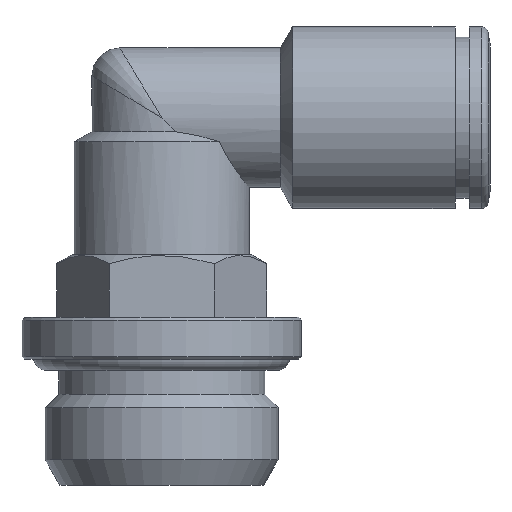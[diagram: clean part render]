
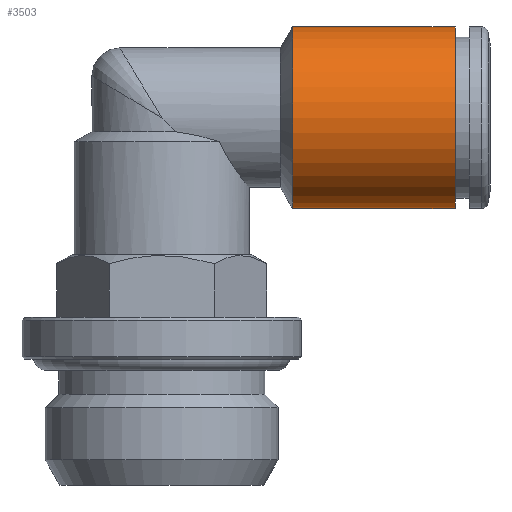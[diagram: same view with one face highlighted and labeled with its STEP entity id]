
A CAD part, front view. The second image highlights one B-rep face of the part: STEP entity #3503.
In plain terms, the highlighted cylindrical face has radius 6.5 mm (diameter 13 mm), a full revolution.
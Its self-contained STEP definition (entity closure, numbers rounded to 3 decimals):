
#1144=ORIENTED_EDGE('',*,*,#1388,.F.);
#1145=ORIENTED_EDGE('',*,*,#1387,.T.);
#1231=CIRCLE('',#3396,6.5);
#1232=CIRCLE('',#3398,6.5);
#1304=VERTEX_POINT('',#2772);
#1305=VERTEX_POINT('',#2775);
#1387=EDGE_CURVE('',#1304,#1304,#1231,.T.);
#1388=EDGE_CURVE('',#1305,#1305,#1232,.T.);
#1507=EDGE_LOOP('',(#1144));
#1508=EDGE_LOOP('',(#1145));
#1633=FACE_BOUND('',#1507,.T.);
#1634=FACE_BOUND('',#1508,.T.);
#1894=DIRECTION('',(-1.,0.,0.));
#1895=DIRECTION('',(0.,6.5,0.));
#1896=DIRECTION('',(-1.,0.,0.));
#1897=DIRECTION('',(0.,1.,0.));
#1898=DIRECTION('',(-1.,0.,0.));
#1899=DIRECTION('',(0.,6.5,0.));
#2772=CARTESIAN_POINT('',(26.688,16.437,0.));
#2773=CARTESIAN_POINT('',(26.688,9.937,0.));
#2774=CARTESIAN_POINT('',(26.688,9.937,0.));
#2775=CARTESIAN_POINT('',(15.054,16.437,0.));
#2776=CARTESIAN_POINT('',(15.054,9.937,0.));
#3396=AXIS2_PLACEMENT_3D('',#2773,#1894,#1895);
#3397=AXIS2_PLACEMENT_3D('',#2774,#1896,#1897);
#3398=AXIS2_PLACEMENT_3D('',#2776,#1898,#1899);
#3442=CYLINDRICAL_SURFACE('',#3397,6.5);
#3503=ADVANCED_FACE('',(#1633,#1634),#3442,.T.);
